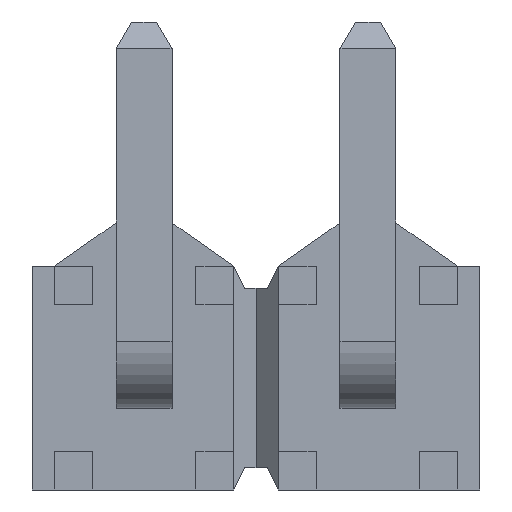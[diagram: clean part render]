
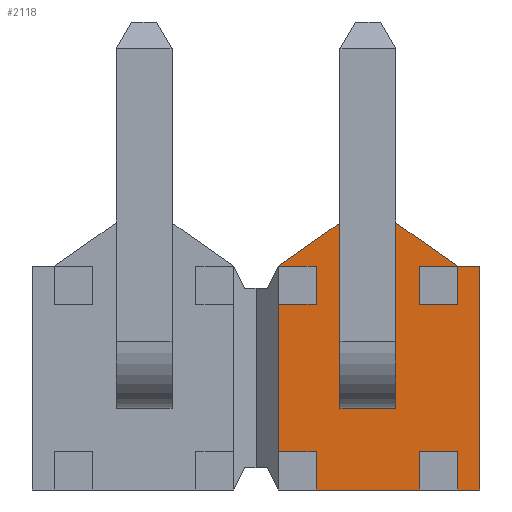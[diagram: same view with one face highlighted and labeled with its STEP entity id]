
A CAD part, front view. The second image highlights one B-rep face of the part: STEP entity #2118.
In plain terms, the highlighted planar face has unit normal (0, -1, 0).
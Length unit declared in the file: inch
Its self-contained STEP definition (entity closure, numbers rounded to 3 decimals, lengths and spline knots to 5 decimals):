
#279=ORIENTED_EDGE('',*,*,#800,.F.);
#280=ORIENTED_EDGE('',*,*,#749,.T.);
#281=ORIENTED_EDGE('',*,*,#683,.T.);
#282=ORIENTED_EDGE('',*,*,#745,.F.);
#283=ORIENTED_EDGE('',*,*,#801,.F.);
#284=ORIENTED_EDGE('',*,*,#724,.T.);
#285=ORIENTED_EDGE('',*,*,#679,.T.);
#286=ORIENTED_EDGE('',*,*,#789,.T.);
#287=ORIENTED_EDGE('',*,*,#757,.T.);
#288=ORIENTED_EDGE('',*,*,#722,.T.);
#289=ORIENTED_EDGE('',*,*,#802,.T.);
#290=ORIENTED_EDGE('',*,*,#741,.F.);
#291=ORIENTED_EDGE('',*,*,#761,.T.);
#292=ORIENTED_EDGE('',*,*,#803,.F.);
#293=ORIENTED_EDGE('',*,*,#797,.F.);
#294=ORIENTED_EDGE('',*,*,#804,.F.);
#295=ORIENTED_EDGE('',*,*,#762,.T.);
#296=ORIENTED_EDGE('',*,*,#747,.T.);
#297=ORIENTED_EDGE('',*,*,#805,.T.);
#298=ORIENTED_EDGE('',*,*,#657,.F.);
#299=ORIENTED_EDGE('',*,*,#783,.F.);
#300=ORIENTED_EDGE('',*,*,#770,.F.);
#301=ORIENTED_EDGE('',*,*,#767,.F.);
#302=ORIENTED_EDGE('',*,*,#764,.F.);
#657=EDGE_CURVE('',#954,#948,#1143,.T.);
#679=EDGE_CURVE('',#972,#971,#1165,.T.);
#683=EDGE_CURVE('',#976,#975,#1169,.T.);
#722=EDGE_CURVE('',#1004,#1003,#1208,.T.);
#724=EDGE_CURVE('',#1005,#972,#1210,.T.);
#741=EDGE_CURVE('',#1015,#1016,#1227,.T.);
#745=EDGE_CURVE('',#1017,#975,#1231,.T.);
#747=EDGE_CURVE('',#1019,#1018,#1233,.T.);
#749=EDGE_CURVE('',#1020,#976,#1235,.T.);
#757=EDGE_CURVE('',#1025,#1004,#1243,.T.);
#761=EDGE_CURVE('',#1015,#1028,#1247,.T.);
#762=EDGE_CURVE('',#947,#1019,#1248,.T.);
#764=EDGE_CURVE('',#1030,#1031,#1250,.T.);
#767=EDGE_CURVE('',#1031,#1033,#1253,.T.);
#770=EDGE_CURVE('',#1033,#1035,#1256,.T.);
#783=EDGE_CURVE('',#1035,#1030,#1269,.T.);
#789=EDGE_CURVE('',#971,#1025,#1275,.T.);
#797=EDGE_CURVE('',#1049,#1050,#1283,.T.);
#800=EDGE_CURVE('',#1020,#954,#1286,.T.);
#801=EDGE_CURVE('',#1005,#1017,#1287,.T.);
#802=EDGE_CURVE('',#1003,#1016,#1288,.T.);
#803=EDGE_CURVE('',#1050,#1028,#1289,.T.);
#804=EDGE_CURVE('',#947,#1049,#1290,.T.);
#805=EDGE_CURVE('',#1018,#948,#1291,.T.);
#947=VERTEX_POINT('',#2917);
#948=VERTEX_POINT('',#2918);
#954=VERTEX_POINT('',#2930);
#971=VERTEX_POINT('',#2972);
#972=VERTEX_POINT('',#2974);
#975=VERTEX_POINT('',#2980);
#976=VERTEX_POINT('',#2982);
#1003=VERTEX_POINT('',#3060);
#1004=VERTEX_POINT('',#3062);
#1005=VERTEX_POINT('',#3066);
#1015=VERTEX_POINT('',#3100);
#1016=VERTEX_POINT('',#3101);
#1017=VERTEX_POINT('',#3106);
#1018=VERTEX_POINT('',#3110);
#1019=VERTEX_POINT('',#3112);
#1020=VERTEX_POINT('',#3116);
#1025=VERTEX_POINT('',#3132);
#1028=VERTEX_POINT('',#3138);
#1030=VERTEX_POINT('',#3145);
#1031=VERTEX_POINT('',#3147);
#1033=VERTEX_POINT('',#3153);
#1035=VERTEX_POINT('',#3159);
#1049=VERTEX_POINT('',#3210);
#1050=VERTEX_POINT('',#3211);
#1143=LINE('',#2931,#1433);
#1165=LINE('',#2973,#1455);
#1169=LINE('',#2981,#1459);
#1208=LINE('',#3061,#1498);
#1210=LINE('',#3065,#1500);
#1227=LINE('',#3099,#1517);
#1231=LINE('',#3107,#1521);
#1233=LINE('',#3111,#1523);
#1235=LINE('',#3115,#1525);
#1243=LINE('',#3131,#1533);
#1247=LINE('',#3139,#1537);
#1248=LINE('',#3141,#1538);
#1250=LINE('',#3146,#1540);
#1253=LINE('',#3152,#1543);
#1256=LINE('',#3158,#1546);
#1269=LINE('',#3185,#1559);
#1275=LINE('',#3194,#1565);
#1283=LINE('',#3209,#1573);
#1286=LINE('',#3215,#1576);
#1287=LINE('',#3216,#1577);
#1288=LINE('',#3217,#1578);
#1289=LINE('',#3218,#1579);
#1290=LINE('',#3219,#1580);
#1291=LINE('',#3220,#1581);
#1433=VECTOR('',#2369,39.37008);
#1455=VECTOR('',#2397,39.37008);
#1459=VECTOR('',#2401,39.37008);
#1498=VECTOR('',#2466,39.37008);
#1500=VECTOR('',#2470,39.37008);
#1517=VECTOR('',#2501,39.37008);
#1521=VECTOR('',#2507,39.37008);
#1523=VECTOR('',#2511,39.37008);
#1525=VECTOR('',#2515,39.37008);
#1533=VECTOR('',#2529,39.37008);
#1537=VECTOR('',#2533,39.37008);
#1538=VECTOR('',#2536,39.37008);
#1540=VECTOR('',#2540,39.37008);
#1543=VECTOR('',#2545,39.37008);
#1546=VECTOR('',#2550,39.37008);
#1559=VECTOR('',#2571,39.37008);
#1565=VECTOR('',#2583,39.37008);
#1573=VECTOR('',#2597,39.37008);
#1576=VECTOR('',#2602,39.37008);
#1577=VECTOR('',#2603,39.37008);
#1578=VECTOR('',#2604,39.37008);
#1579=VECTOR('',#2605,39.37008);
#1580=VECTOR('',#2606,39.37008);
#1581=VECTOR('',#2607,39.37008);
#1754=EDGE_LOOP('',(#279,#280,#281,#282,#283,#284,#285,#286,#287,#288,#289,
#290,#291,#292,#293,#294,#295,#296,#297,#298));
#1755=EDGE_LOOP('',(#299,#300,#301,#302));
#1880=FACE_BOUND('',#1754,.T.);
#1881=FACE_BOUND('',#1755,.T.);
#2004=PLANE('',#2262);
#2118=ADVANCED_FACE('',(#1880,#1881),#2004,.F.);
#2262=AXIS2_PLACEMENT_3D('',#3214,#2600,#2601);
#2369=DIRECTION('',(0.,0.,1.));
#2397=DIRECTION('',(1.,0.,0.));
#2401=DIRECTION('',(1.,0.,0.));
#2466=DIRECTION('',(0.,0.,-1.));
#2470=DIRECTION('',(0.,0.,-1.));
#2501=DIRECTION('',(0.,0.,-1.));
#2507=DIRECTION('',(0.,0.,-1.));
#2511=DIRECTION('',(0.,0.,-1.));
#2515=DIRECTION('',(0.,0.,-1.));
#2529=DIRECTION('',(-1.,0.,0.));
#2533=DIRECTION('',(1.,0.,0.));
#2536=DIRECTION('',(1.,0.,0.));
#2540=DIRECTION('',(1.,0.,0.));
#2545=DIRECTION('',(0.,0.,1.));
#2550=DIRECTION('',(-1.,0.,0.));
#2571=DIRECTION('',(0.,0.,-1.));
#2583=DIRECTION('',(0.,0.,1.));
#2597=DIRECTION('',(1.,0.,0.));
#2600=DIRECTION('',(0.,1.,0.));
#2601=DIRECTION('',(0.,0.,1.));
#2602=DIRECTION('',(-1.,0.,0.));
#2603=DIRECTION('',(-1.,0.,0.));
#2604=DIRECTION('',(-1.,0.,0.));
#2605=DIRECTION('',(0.819,0.,-0.574));
#2606=DIRECTION('',(0.819,0.,0.574));
#2607=DIRECTION('',(-1.,0.,0.));
#2917=CARTESIAN_POINT('',(0.01,0.02,0.05));
#2918=CARTESIAN_POINT('',(0.01,0.02,0.033));
#2930=CARTESIAN_POINT('',(0.01,0.02,-0.033));
#2931=CARTESIAN_POINT('',(0.01,0.02,0.2));
#2972=CARTESIAN_POINT('',(0.1,0.02,-0.05));
#2973=CARTESIAN_POINT('',(0.1,0.02,-0.05));
#2974=CARTESIAN_POINT('',(0.09012,0.02,-0.05));
#2980=CARTESIAN_POINT('',(0.07312,0.02,-0.05));
#2981=CARTESIAN_POINT('',(0.1,0.02,-0.05));
#2982=CARTESIAN_POINT('',(0.02688,0.02,-0.05));
#3060=CARTESIAN_POINT('',(0.09012,0.02,0.033));
#3061=CARTESIAN_POINT('',(0.09012,0.02,0.1));
#3062=CARTESIAN_POINT('',(0.09012,0.02,0.05));
#3065=CARTESIAN_POINT('',(0.09012,0.02,0.1));
#3066=CARTESIAN_POINT('',(0.09012,0.02,-0.033));
#3099=CARTESIAN_POINT('',(0.07312,0.02,0.1));
#3100=CARTESIAN_POINT('',(0.07312,0.02,0.05));
#3101=CARTESIAN_POINT('',(0.07312,0.02,0.033));
#3106=CARTESIAN_POINT('',(0.07312,0.02,-0.033));
#3107=CARTESIAN_POINT('',(0.07312,0.02,0.1));
#3110=CARTESIAN_POINT('',(0.02688,0.02,0.033));
#3111=CARTESIAN_POINT('',(0.02688,0.02,0.1));
#3112=CARTESIAN_POINT('',(0.02688,0.02,0.05));
#3115=CARTESIAN_POINT('',(0.02688,0.02,0.1));
#3116=CARTESIAN_POINT('',(0.02688,0.02,-0.033));
#3131=CARTESIAN_POINT('',(-0.1,0.02,0.05));
#3132=CARTESIAN_POINT('',(0.1,0.02,0.05));
#3138=CARTESIAN_POINT('',(0.09,0.02,0.05));
#3139=CARTESIAN_POINT('',(-0.1,0.02,0.05));
#3141=CARTESIAN_POINT('',(-0.1,0.02,0.05));
#3145=CARTESIAN_POINT('',(0.0375,0.02,-0.0135));
#3146=CARTESIAN_POINT('',(0.0625,0.02,-0.0135));
#3147=CARTESIAN_POINT('',(0.0625,0.02,-0.0135));
#3152=CARTESIAN_POINT('',(0.0625,0.02,0.0115));
#3153=CARTESIAN_POINT('',(0.0625,0.02,0.0115));
#3158=CARTESIAN_POINT('',(0.0375,0.02,0.0115));
#3159=CARTESIAN_POINT('',(0.0375,0.02,0.0115));
#3185=CARTESIAN_POINT('',(0.0375,0.02,-0.0135));
#3194=CARTESIAN_POINT('',(0.1,0.02,0.05));
#3209=CARTESIAN_POINT('',(0.0371,0.02,0.069));
#3210=CARTESIAN_POINT('',(0.0371,0.02,0.069));
#3211=CARTESIAN_POINT('',(0.0629,0.02,0.069));
#3214=CARTESIAN_POINT('',(0.,0.02,0.));
#3215=CARTESIAN_POINT('',(0.2,0.02,-0.033));
#3216=CARTESIAN_POINT('',(0.2,0.02,-0.033));
#3217=CARTESIAN_POINT('',(0.2,0.02,0.033));
#3218=CARTESIAN_POINT('',(0.0629,0.02,0.069));
#3219=CARTESIAN_POINT('',(0.01,0.02,0.05));
#3220=CARTESIAN_POINT('',(0.2,0.02,0.033));
